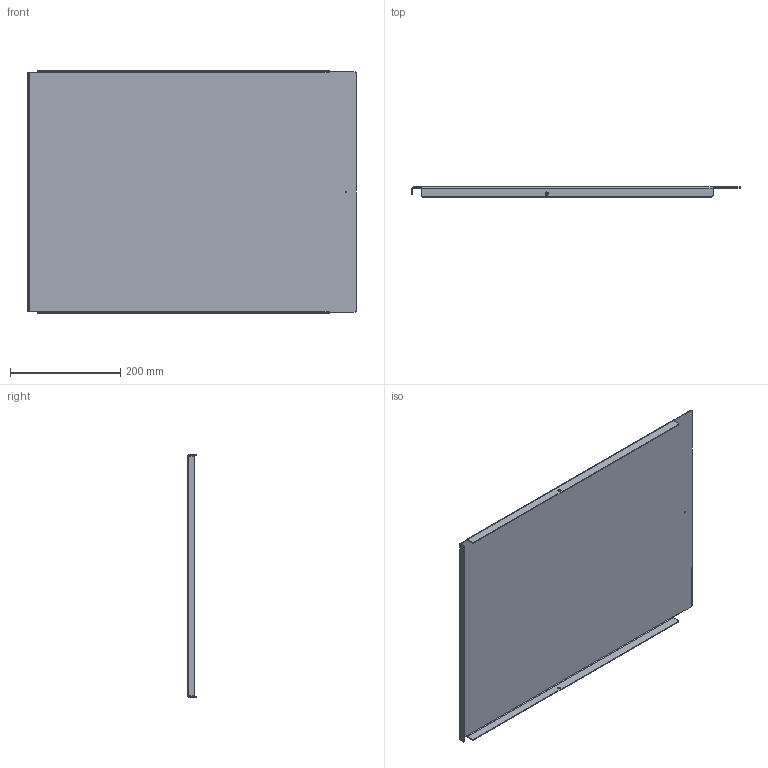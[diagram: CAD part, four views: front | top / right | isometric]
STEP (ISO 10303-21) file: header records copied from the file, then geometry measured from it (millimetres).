
FILE_DESCRIPTION(/* description */ (''),/* implementation_level */ '2;1');
FILE_NAME(/* name */ '24_Lid.step',/* time_stamp */ '2024-11-18T04:02:26-07:00',/* author */ (''),/* organization */ (''),/* preprocessor_version */ 'ST-DEVELOPER v20',/* originating_system */ 'Autodesk Translation Framework v13.20.0.188',/* authorisation */ '');
FILE_SCHEMA (('AUTOMOTIVE_DESIGN { 1 0 10303 214 3 1 1 }'));
Length unit declared in the file: inch
Products named in the file (1): Lid
Bounding box: 596.21 x 17.46 x 440.08 mm (x, y, z)
Volume: 452155.2 mm3; surface area: 568629.7 mm2
Topology: 1 solids, 1 shells, 49 faces, 119 edges, 72 vertices
Faces by surface type: plane 28, cylinder 19, cone 2
Full cylindrical faces by diameter (mm): 3.302 x3
Entity records: 1464 total; most frequent: DIRECTION 259, CARTESIAN_POINT 241, ORIENTED_EDGE 238, EDGE_CURVE 119, AXIS2_PLACEMENT_3D 90, LINE 79, VECTOR 79, VERTEX_POINT 72
